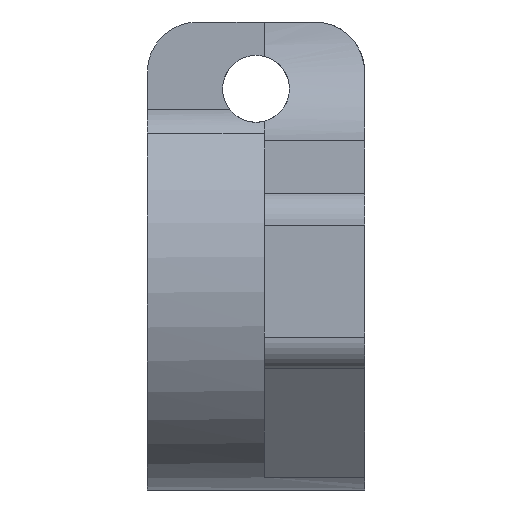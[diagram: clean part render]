
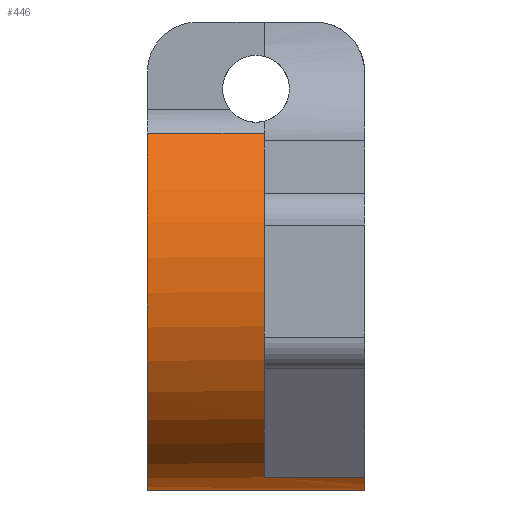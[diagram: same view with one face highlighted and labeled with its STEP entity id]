
A CAD part, left-side view. The second image highlights one B-rep face of the part: STEP entity #446.
In plain terms, the highlighted cylindrical face has radius 12.5 mm (diameter 25 mm), a partial arc.
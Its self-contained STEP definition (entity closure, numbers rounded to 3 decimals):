
#5 = DIRECTION ( 'NONE',  ( 0., 1., 0. ) ) ;
#12 = CIRCLE ( 'NONE', #33, 12.5 ) ;
#33 = AXIS2_PLACEMENT_3D ( 'NONE', #678, #682, #1521 ) ;
#89 = AXIS2_PLACEMENT_3D ( 'NONE', #486, #1177, #723 ) ;
#183 = VECTOR ( 'NONE', #1324, 1000. ) ;
#210 = LINE ( 'NONE', #340, #848 ) ;
#217 = DIRECTION ( 'NONE',  ( 0., -1., 0. ) ) ;
#288 = EDGE_CURVE ( 'NONE', #1151, #524, #548, .T. ) ;
#340 = CARTESIAN_POINT ( 'NONE',  ( -4.275, 13., -11.746 ) ) ;
#376 = AXIS2_PLACEMENT_3D ( 'NONE', #1072, #706, #838 ) ;
#446 = ADVANCED_FACE ( 'NONE', ( #1366 ), #1484, .T. ) ;
#454 = ORIENTED_EDGE ( 'NONE', *, *, #1398, .F. ) ;
#461 = VERTEX_POINT ( 'NONE', #1236 ) ;
#472 = CARTESIAN_POINT ( 'NONE',  ( 0., 13., 0. ) ) ;
#486 = CARTESIAN_POINT ( 'NONE',  ( 0., 6., 0. ) ) ;
#524 = VERTEX_POINT ( 'NONE', #1059 ) ;
#543 = LINE ( 'NONE', #1105, #1432 ) ;
#546 = ORIENTED_EDGE ( 'NONE', *, *, #1241, .F. ) ;
#548 = LINE ( 'NONE', #1443, #183 ) ;
#586 = CIRCLE ( 'NONE', #89, 12.5 ) ;
#603 = CARTESIAN_POINT ( 'NONE',  ( 0., 13., -12.5 ) ) ;
#616 = DIRECTION ( 'NONE',  ( 0., 0., -1. ) ) ;
#636 = VERTEX_POINT ( 'NONE', #947 ) ;
#678 = CARTESIAN_POINT ( 'NONE',  ( 0., 13., 0. ) ) ;
#682 = DIRECTION ( 'NONE',  ( 0., 1., 0. ) ) ;
#706 = DIRECTION ( 'NONE',  ( 0., 1., 0. ) ) ;
#723 = DIRECTION ( 'NONE',  ( 0., 0., 1. ) ) ;
#751 = EDGE_CURVE ( 'NONE', #636, #461, #543, .T. ) ;
#838 = DIRECTION ( 'NONE',  ( 0., 0., -1. ) ) ;
#843 = DIRECTION ( 'NONE',  ( 0., -1., 0. ) ) ;
#848 = VECTOR ( 'NONE', #843, 1000. ) ;
#926 = CIRCLE ( 'NONE', #376, 12.5 ) ;
#933 = ORIENTED_EDGE ( 'NONE', *, *, #1378, .T. ) ;
#947 = CARTESIAN_POINT ( 'NONE',  ( -8.836, 6., 8.841 ) ) ;
#995 = EDGE_LOOP ( 'NONE', ( #546, #1290, #1370, #454, #933, #1147 ) ) ;
#1050 = VERTEX_POINT ( 'NONE', #1224 ) ;
#1059 = CARTESIAN_POINT ( 'NONE',  ( 0., 0., -12.5 ) ) ;
#1072 = CARTESIAN_POINT ( 'NONE',  ( 0., 0., 0. ) ) ;
#1105 = CARTESIAN_POINT ( 'NONE',  ( -8.836, 13., 8.841 ) ) ;
#1147 = ORIENTED_EDGE ( 'NONE', *, *, #751, .T. ) ;
#1151 = VERTEX_POINT ( 'NONE', #603 ) ;
#1177 = DIRECTION ( 'NONE',  ( 0., 1., 0. ) ) ;
#1220 = CARTESIAN_POINT ( 'NONE',  ( -4.275, 0., -11.746 ) ) ;
#1224 = CARTESIAN_POINT ( 'NONE',  ( -4.275, 6., -11.746 ) ) ;
#1236 = CARTESIAN_POINT ( 'NONE',  ( -8.836, 13., 8.841 ) ) ;
#1241 = EDGE_CURVE ( 'NONE', #1151, #461, #12, .T. ) ;
#1248 = VERTEX_POINT ( 'NONE', #1220 ) ;
#1290 = ORIENTED_EDGE ( 'NONE', *, *, #288, .T. ) ;
#1297 = AXIS2_PLACEMENT_3D ( 'NONE', #472, #217, #616 ) ;
#1324 = DIRECTION ( 'NONE',  ( 0., -1., 0. ) ) ;
#1360 = EDGE_CURVE ( 'NONE', #524, #1248, #926, .T. ) ;
#1366 = FACE_OUTER_BOUND ( 'NONE', #995, .T. ) ;
#1370 = ORIENTED_EDGE ( 'NONE', *, *, #1360, .T. ) ;
#1378 = EDGE_CURVE ( 'NONE', #1050, #636, #586, .T. ) ;
#1398 = EDGE_CURVE ( 'NONE', #1050, #1248, #210, .T. ) ;
#1432 = VECTOR ( 'NONE', #5, 1000. ) ;
#1443 = CARTESIAN_POINT ( 'NONE',  ( 0., 13., -12.5 ) ) ;
#1484 = CYLINDRICAL_SURFACE ( 'NONE', #1297, 12.5 ) ;
#1521 = DIRECTION ( 'NONE',  ( 0., 0., -1. ) ) ;
